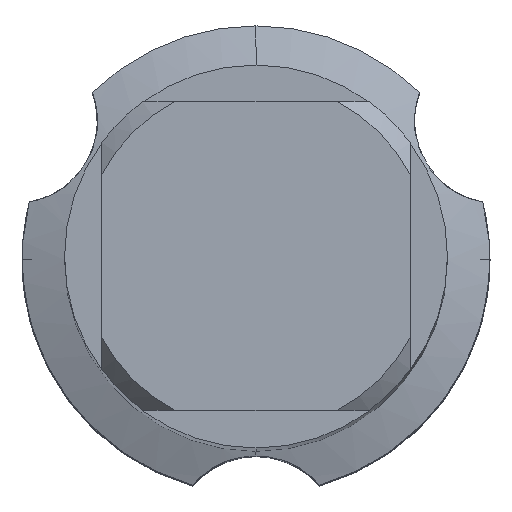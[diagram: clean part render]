
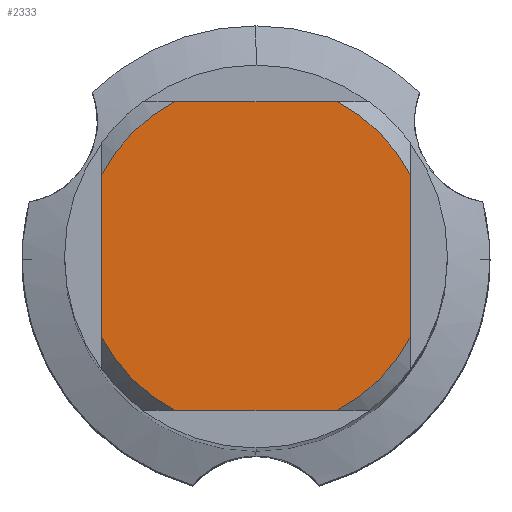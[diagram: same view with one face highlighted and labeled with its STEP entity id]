
A CAD part, top view. The second image highlights one B-rep face of the part: STEP entity #2333.
In plain terms, the highlighted planar face has unit normal (0, 0, 1).
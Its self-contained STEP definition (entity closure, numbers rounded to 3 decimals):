
#2259=VERTEX_POINT('',#6517);
#2333=ADVANCED_FACE('',(#6597),#6598,.T.);
#2517=VERTEX_POINT('',#6797);
#3039=VERTEX_POINT('',#7360);
#3381=EDGE_CURVE('',#2517,#2259,#7739,.T.);
#3729=VERTEX_POINT('',#8127);
#3845=EDGE_CURVE('',#3039,#5255,#8252,.T.);
#4555=EDGE_CURVE('',#2517,#5331,#9038,.T.);
#4729=VERTEX_POINT('',#9230);
#4821=EDGE_CURVE('',#4729,#5255,#9331,.T.);
#5187=VERTEX_POINT('',#9733);
#5255=VERTEX_POINT('',#9805);
#5331=VERTEX_POINT('',#9887);
#6003=EDGE_CURVE('',#3729,#5187,#10604,.T.);
#6165=EDGE_CURVE('',#3729,#2259,#10782,.T.);
#6189=EDGE_CURVE('',#4729,#5187,#10808,.T.);
#6349=EDGE_CURVE('',#3039,#5331,#10979,.T.);
#6517=CARTESIAN_POINT('',(3.831,-7.25,0.0));
#6597=FACE_OUTER_BOUND('',#11378,.T.);
#6598=PLANE('',#11379);
#6797=CARTESIAN_POINT('',(-3.831,-7.25,0.0));
#7360=CARTESIAN_POINT('',(-7.25,3.831,0.0));
#7739=LINE('',#13340,#13341);
#8127=CARTESIAN_POINT('',(7.25,-3.831,0.0));
#8252=CIRCLE('',#14226,8.2);
#9038=CIRCLE('',#15575,8.2);
#9230=CARTESIAN_POINT('',(3.831,7.25,0.0));
#9331=LINE('',#16121,#16122);
#9733=CARTESIAN_POINT('',(7.25,3.831,0.0));
#9805=CARTESIAN_POINT('',(-3.831,7.25,0.0));
#9887=CARTESIAN_POINT('',(-7.25,-3.831,0.0));
#10604=LINE('',#18343,#18344);
#10782=CIRCLE('',#18672,8.2);
#10808=CIRCLE('',#18712,8.2);
#10979=LINE('',#19034,#19035);
#11378=EDGE_LOOP('',(#19256,#19257,#19258,#19259,#19260,#19261,#19262,#19263));
#11379=AXIS2_PLACEMENT_3D('',#19264,#19265,#19266);
#13340=CARTESIAN_POINT('',(0.0,-7.25,0.0));
#13341=VECTOR('',#20482,1.0);
#14226=AXIS2_PLACEMENT_3D('',#21071,#21072,#21073);
#15575=AXIS2_PLACEMENT_3D('',#22118,#22119,#22120);
#16121=CARTESIAN_POINT('',(0.0,7.25,0.0));
#16122=VECTOR('',#22443,1.0);
#18343=CARTESIAN_POINT('',(7.25,2.05,0.0));
#18344=VECTOR('',#23954,1.0);
#18672=AXIS2_PLACEMENT_3D('',#24152,#24153,#24154);
#18712=AXIS2_PLACEMENT_3D('',#24183,#24184,#24185);
#19034=CARTESIAN_POINT('',(-7.25,2.05,0.0));
#19035=VECTOR('',#24333,1.0);
#19256=ORIENTED_EDGE('',*,*,#6349,.T.);
#19257=ORIENTED_EDGE('',*,*,#4555,.F.);
#19258=ORIENTED_EDGE('',*,*,#3381,.T.);
#19259=ORIENTED_EDGE('',*,*,#6165,.F.);
#19260=ORIENTED_EDGE('',*,*,#6003,.T.);
#19261=ORIENTED_EDGE('',*,*,#6189,.F.);
#19262=ORIENTED_EDGE('',*,*,#4821,.T.);
#19263=ORIENTED_EDGE('',*,*,#3845,.F.);
#19264=CARTESIAN_POINT('',(0.0,4.1,0.0));
#19265=DIRECTION('',(-0.0,0.0,1.0));
#19266=DIRECTION('',(0.0,-1.0,0.0));
#20482=DIRECTION('',(1.0,0.0,0.0));
#21071=CARTESIAN_POINT('',(0.0,0.0,0.0));
#21072=DIRECTION('',(0.0,0.0,-1.0));
#21073=DIRECTION('',(0.0,1.0,0.0));
#22118=CARTESIAN_POINT('',(0.0,0.0,0.0));
#22119=DIRECTION('',(0.0,0.0,-1.0));
#22120=DIRECTION('',(0.0,1.0,0.0));
#22443=DIRECTION('',(-1.0,0.0,0.0));
#23954=DIRECTION('',(-0.0,1.0,0.0));
#24152=CARTESIAN_POINT('',(0.0,0.0,0.0));
#24153=DIRECTION('',(0.0,0.0,-1.0));
#24154=DIRECTION('',(0.0,1.0,0.0));
#24183=CARTESIAN_POINT('',(0.0,0.0,0.0));
#24184=DIRECTION('',(0.0,0.0,-1.0));
#24185=DIRECTION('',(0.0,1.0,0.0));
#24333=DIRECTION('',(-0.0,-1.0,0.0));
